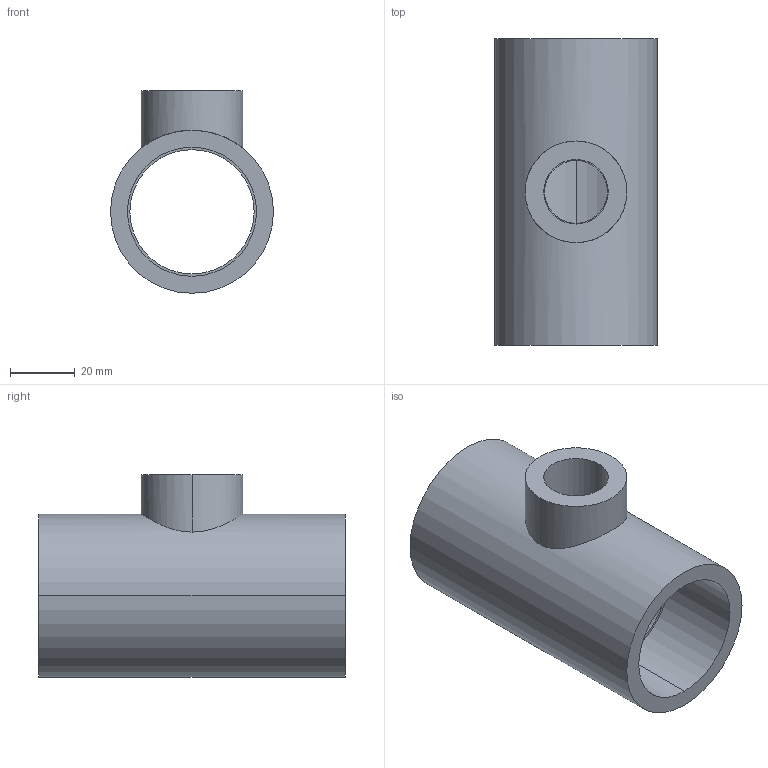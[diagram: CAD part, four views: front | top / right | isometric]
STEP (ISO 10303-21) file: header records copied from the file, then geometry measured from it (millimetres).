
FILE_DESCRIPTION(('STEP AP214'),'1');
FILE_NAME('cctmp_2F05F010-8AB1-4A84-BC11-533A52D1A7D9_2022_03_09_13_15_07_0456..stp','2022-03-09T12:15:07',('Praher Valves GmbH'),('CADClick - www.CADClick.com'),'Spatial InterOp 3D',' ','unknown authorization');
FILE_SCHEMA(('AUTOMOTIVE_DESIGN'));
Length unit declared in the file: millimetre
Products named in the file (1): 2022_03_09_13_15_07_0456
Bounding box: 50.5 x 95 x 62.75 mm (x, y, z)
Volume: 79445.1 mm3; surface area: 30537.1 mm2
Topology: 1 solids, 1 shells, 20 faces, 45 edges, 30 vertices
Faces by surface type: cylinder 14, plane 6
Entity records: 903 total; most frequent: CARTESIAN_POINT 246, DIRECTION 105, ORIENTED_EDGE 90, AXIS2_PLACEMENT_3D 45, EDGE_CURVE 45, VERTEX_POINT 30, EDGE_LOOP 27, CIRCLE 24
